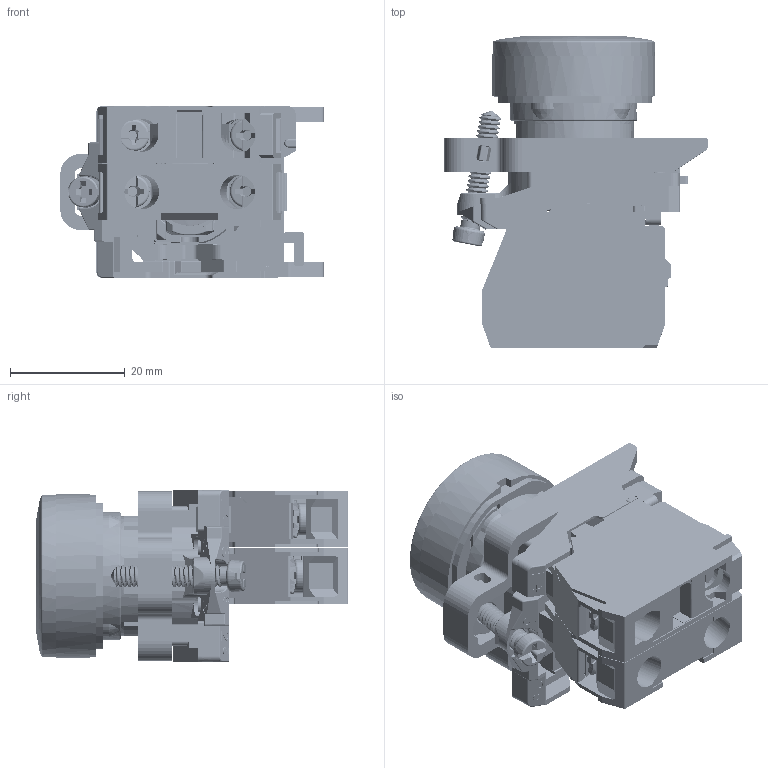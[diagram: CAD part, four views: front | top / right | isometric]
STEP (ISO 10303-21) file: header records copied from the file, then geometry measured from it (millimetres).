
FILE_DESCRIPTION((''),'2;1');
FILE_NAME('XB4BW3361_ASM','2023-07-01T',('Administrator'),('zyb.com'),'PRO/ENGINEER BY PARAMETRIC TECHNOLOGY CORPORATION, 2010280','PRO/ENGINEER BY PARAMETRIC TECHNOLOGY CORPORATION, 2010280','');
FILE_SCHEMA(('AUTOMOTIVE_DESIGN { 1 0 10303 214 1 1 1 1 }'));
Length unit declared in the file: millimetre
Products named in the file (5): ZB4BE009; ZBE101; ZBVB3; ZB4BW336C; XB4BW3361_ASM
Assembly tree (4 placements, depth 2):
  XB4BW3361_ASM
    ZB4BE009
    ZBE101
    ZBVB3
    ZB4BW336C
Bounding box: 46 x 54.43 x 30 mm (x, y, z)
Volume: 21146.5 mm3; surface area: 30991.8 mm2
Topology: 27 solids, 47 shells, 6061 faces, 16428 edges, 10476 vertices
Faces by surface type: plane 3204, cylinder 1654, bspline 422, torus 252, cone 240, extrusion 197, sphere 90, revolution 2
Entity records: 265578 total; most frequent: CARTESIAN_POINT 72140, ORIENTED_EDGE 32832, DIRECTION 29047, EDGE_CURVE 16416, VECTOR 10513, VERTEX_POINT 10476, LINE 10316, AXIS2_PLACEMENT_3D 9266
